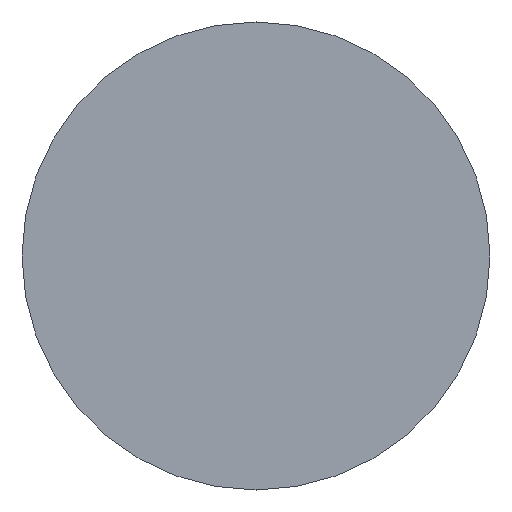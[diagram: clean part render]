
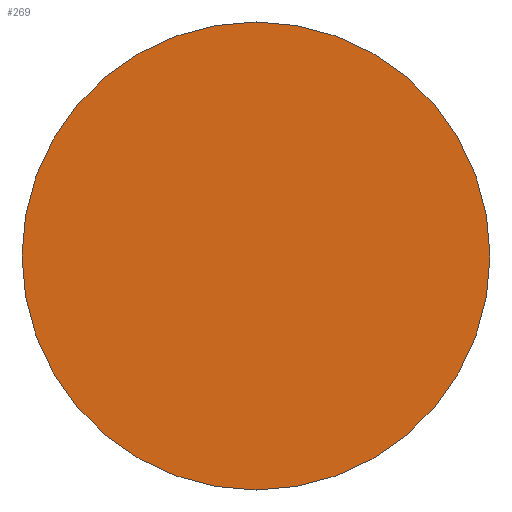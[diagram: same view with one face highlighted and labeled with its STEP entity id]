
A CAD part, front view. The second image highlights one B-rep face of the part: STEP entity #269.
In plain terms, the highlighted planar face has unit normal (0, -1, 0).
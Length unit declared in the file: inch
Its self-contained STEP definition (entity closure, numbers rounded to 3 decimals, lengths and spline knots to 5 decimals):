
#20 = ORIENTED_EDGE ( 'NONE', *, *, #733, .F. ) ;
#34 = CARTESIAN_POINT ( 'NONE',  ( 0., 0., -0.35039 ) ) ;
#50 = PLANE ( 'NONE',  #470 ) ;
#96 = DIRECTION ( 'NONE',  ( 0., 1., 0. ) ) ;
#171 = CARTESIAN_POINT ( 'NONE',  ( 0., 0., 0. ) ) ;
#269 = ADVANCED_FACE ( 'NONE', ( #695 ), #50, .T. ) ;
#275 = AXIS2_PLACEMENT_3D ( 'NONE', #677, #620, #319 ) ;
#297 = CARTESIAN_POINT ( 'NONE',  ( 0., 0., 0.35039 ) ) ;
#305 = EDGE_LOOP ( 'NONE', ( #20, #401 ) ) ;
#308 = DIRECTION ( 'NONE',  ( 0., 0., 1. ) ) ;
#319 = DIRECTION ( 'NONE',  ( 0., 0., 1. ) ) ;
#336 = VERTEX_POINT ( 'NONE', #297 ) ;
#401 = ORIENTED_EDGE ( 'NONE', *, *, #662, .F. ) ;
#406 = CIRCLE ( 'NONE', #577, 0.35039 ) ;
#424 = VERTEX_POINT ( 'NONE', #34 ) ;
#450 = DIRECTION ( 'NONE',  ( 0., -1., 0. ) ) ;
#470 = AXIS2_PLACEMENT_3D ( 'NONE', #171, #450, #633 ) ;
#484 = CARTESIAN_POINT ( 'NONE',  ( 0., 0., 0. ) ) ;
#577 = AXIS2_PLACEMENT_3D ( 'NONE', #484, #96, #308 ) ;
#620 = DIRECTION ( 'NONE',  ( 0., 1., 0. ) ) ;
#633 = DIRECTION ( 'NONE',  ( 0., 0., -1. ) ) ;
#657 = CIRCLE ( 'NONE', #275, 0.35039 ) ;
#662 = EDGE_CURVE ( 'NONE', #424, #336, #406, .T. ) ;
#677 = CARTESIAN_POINT ( 'NONE',  ( 0., 0., 0. ) ) ;
#695 = FACE_OUTER_BOUND ( 'NONE', #305, .T. ) ;
#733 = EDGE_CURVE ( 'NONE', #336, #424, #657, .T. ) ;
